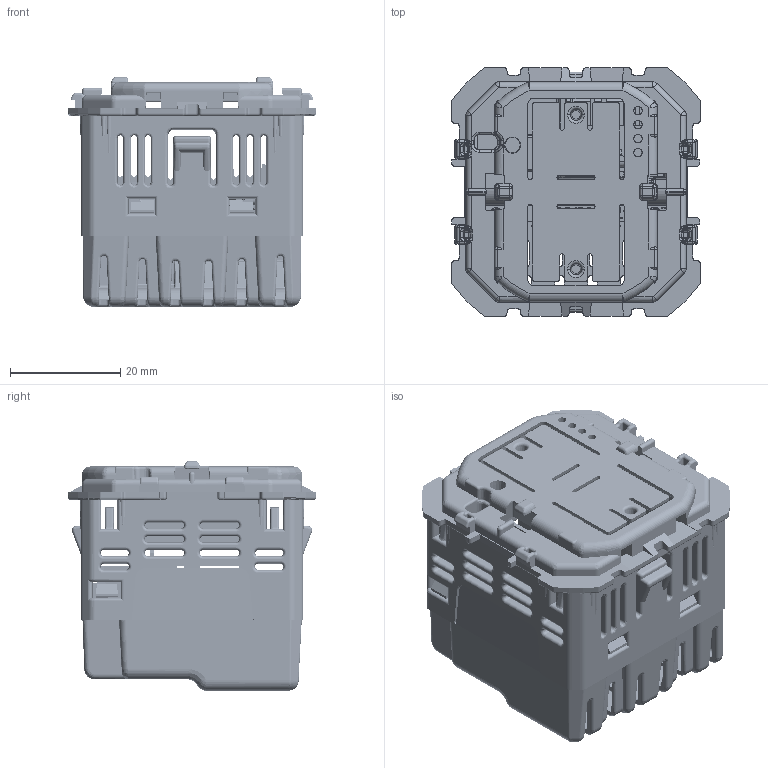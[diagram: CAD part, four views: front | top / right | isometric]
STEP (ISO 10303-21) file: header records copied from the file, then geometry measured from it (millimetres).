
FILE_DESCRIPTION(('CATIA V5 STEP Exchange','CAx-IF Rec.Pracs.--- Model Styling and Organization---1.5--- 2016-08-15','CAx-IF Rec.Pracs.---Supplemental Geometry---1.0---2011-11-01','CAx-IF Rec.Pracs.--- Composite Materials ---1.1---2010-07-15'),'2;1');
FILE_NAME('CM060_simplifier.stp','2024-03-25T07:32:00+00:00',('none'),('none'),'CATIA Version 5-6 Release 2020 SP5','CATIA V5 STEP AP214 v2','none');
FILE_SCHEMA(('AUTOMOTIVE_DESIGN { 1 0 10303 214 1 1 1 1 }'));
Products named in the file (1): CM060_simplifier
Bounding box: 45.05 x 45.05 x 41.62 mm (x, y, z)
Volume: 13066.4 mm3; surface area: 24242.7 mm2
Topology: 4 solids, 7 shells, 9259 faces, 26837 edges, 17466 vertices
Faces by surface type: plane 7123, cylinder 1299, bspline 441, sphere 151, torus 133, cone 112
Entity records: 318757 total; most frequent: CARTESIAN_POINT 89265, ORIENTED_EDGE 53336, DIRECTION 38300, EDGE_CURVE 26668, VECTOR 20973, LINE 20973, VERTEX_POINT 17466, EDGE_LOOP 9502
